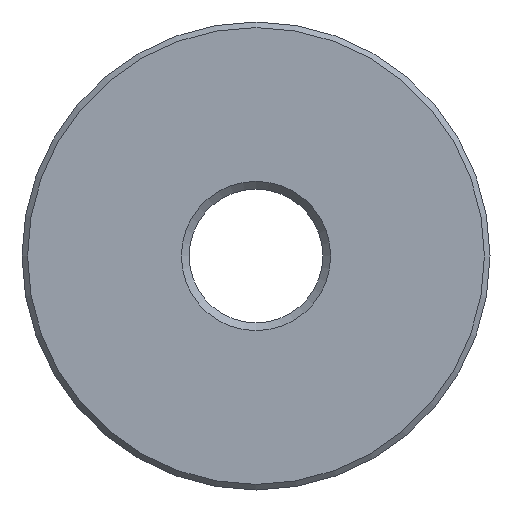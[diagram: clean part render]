
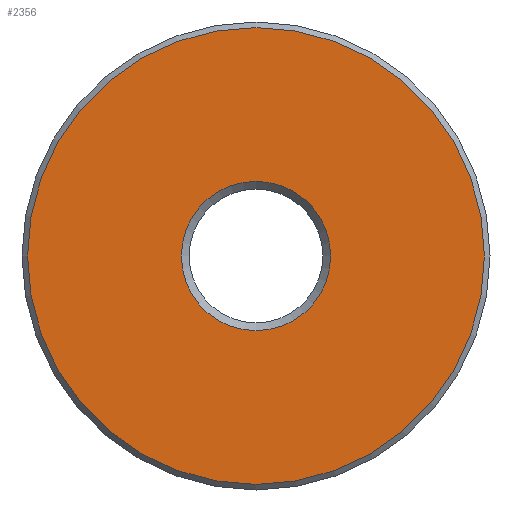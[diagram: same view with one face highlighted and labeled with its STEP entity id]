
A CAD part, left-side view. The second image highlights one B-rep face of the part: STEP entity #2356.
In plain terms, the highlighted planar face has unit normal (-1, 0, 0).
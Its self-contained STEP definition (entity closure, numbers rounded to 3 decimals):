
#921 = CONICAL_SURFACE('',#922,6.,0.785);
#922 = AXIS2_PLACEMENT_3D('',#923,#924,#925);
#923 = CARTESIAN_POINT('',(-20.3,0.,0.));
#924 = DIRECTION('',(-1.,-0.,0.));
#925 = DIRECTION('',(0.,0.,1.));
#1838 = VERTEX_POINT('',#1839);
#1839 = CARTESIAN_POINT('',(-21.,0.,6.7));
#1858 = EDGE_CURVE('',#1838,#1838,#1859,.T.);
#1859 = SURFACE_CURVE('',#1860,(#1865,#1871),.PCURVE_S1.);
#1860 = CIRCLE('',#1861,6.7);
#1861 = AXIS2_PLACEMENT_3D('',#1862,#1863,#1864);
#1862 = CARTESIAN_POINT('',(-21.,0.,0.));
#1863 = DIRECTION('',(1.,0.,-0.));
#1864 = DIRECTION('',(0.,0.,1.));
#1865 = PCURVE('',#921,#1866);
#1866 = DEFINITIONAL_REPRESENTATION('',(#1867),#1870);
#1867 = B_SPLINE_CURVE_WITH_KNOTS('',1,(#1868,#1869),.UNSPECIFIED.,.F.,
  .F.,(2,2),(0.,6.283),.PIECEWISE_BEZIER_KNOTS.);
#1868 = CARTESIAN_POINT('',(0.,0.7));
#1869 = CARTESIAN_POINT('',(-6.283,0.7));
#1870 = ( GEOMETRIC_REPRESENTATION_CONTEXT(2) 
PARAMETRIC_REPRESENTATION_CONTEXT() REPRESENTATION_CONTEXT('2D SPACE',''
  ) );
#1871 = PCURVE('',#1872,#1877);
#1872 = PLANE('',#1873);
#1873 = AXIS2_PLACEMENT_3D('',#1874,#1875,#1876);
#1874 = CARTESIAN_POINT('',(-21.,0.,0.));
#1875 = DIRECTION('',(1.,0.,0.));
#1876 = DIRECTION('',(0.,0.,1.));
#1877 = DEFINITIONAL_REPRESENTATION('',(#1878),#1882);
#1878 = CIRCLE('',#1879,6.7);
#1879 = AXIS2_PLACEMENT_2D('',#1880,#1881);
#1880 = CARTESIAN_POINT('',(0.,0.));
#1881 = DIRECTION('',(1.,0.));
#1882 = ( GEOMETRIC_REPRESENTATION_CONTEXT(2) 
PARAMETRIC_REPRESENTATION_CONTEXT() REPRESENTATION_CONTEXT('2D SPACE',''
  ) );
#2356 = ADVANCED_FACE('',(#2357,#2360),#1872,.F.);
#2357 = FACE_BOUND('',#2358,.T.);
#2358 = EDGE_LOOP('',(#2359));
#2359 = ORIENTED_EDGE('',*,*,#1858,.T.);
#2360 = FACE_BOUND('',#2361,.T.);
#2361 = EDGE_LOOP('',(#2362));
#2362 = ORIENTED_EDGE('',*,*,#2363,.F.);
#2363 = EDGE_CURVE('',#2364,#2364,#2366,.T.);
#2364 = VERTEX_POINT('',#2365);
#2365 = CARTESIAN_POINT('',(-21.,0.,20.5));
#2366 = SURFACE_CURVE('',#2367,(#2372,#2379),.PCURVE_S1.);
#2367 = CIRCLE('',#2368,20.5);
#2368 = AXIS2_PLACEMENT_3D('',#2369,#2370,#2371);
#2369 = CARTESIAN_POINT('',(-21.,0.,0.));
#2370 = DIRECTION('',(1.,0.,-0.));
#2371 = DIRECTION('',(0.,0.,1.));
#2372 = PCURVE('',#1872,#2373);
#2373 = DEFINITIONAL_REPRESENTATION('',(#2374),#2378);
#2374 = CIRCLE('',#2375,20.5);
#2375 = AXIS2_PLACEMENT_2D('',#2376,#2377);
#2376 = CARTESIAN_POINT('',(0.,0.));
#2377 = DIRECTION('',(1.,0.));
#2378 = ( GEOMETRIC_REPRESENTATION_CONTEXT(2) 
PARAMETRIC_REPRESENTATION_CONTEXT() REPRESENTATION_CONTEXT('2D SPACE',''
  ) );
#2379 = PCURVE('',#2380,#2385);
#2380 = CONICAL_SURFACE('',#2381,21.,0.785);
#2381 = AXIS2_PLACEMENT_3D('',#2382,#2383,#2384);
#2382 = CARTESIAN_POINT('',(-20.5,0.,0.));
#2383 = DIRECTION('',(1.,0.,0.));
#2384 = DIRECTION('',(0.,0.,1.));
#2385 = DEFINITIONAL_REPRESENTATION('',(#2386),#2389);
#2386 = B_SPLINE_CURVE_WITH_KNOTS('',1,(#2387,#2388),.UNSPECIFIED.,.F.,
  .F.,(2,2),(0.,6.283),.PIECEWISE_BEZIER_KNOTS.);
#2387 = CARTESIAN_POINT('',(0.,-0.5));
#2388 = CARTESIAN_POINT('',(6.283,-0.5));
#2389 = ( GEOMETRIC_REPRESENTATION_CONTEXT(2) 
PARAMETRIC_REPRESENTATION_CONTEXT() REPRESENTATION_CONTEXT('2D SPACE',''
  ) );
